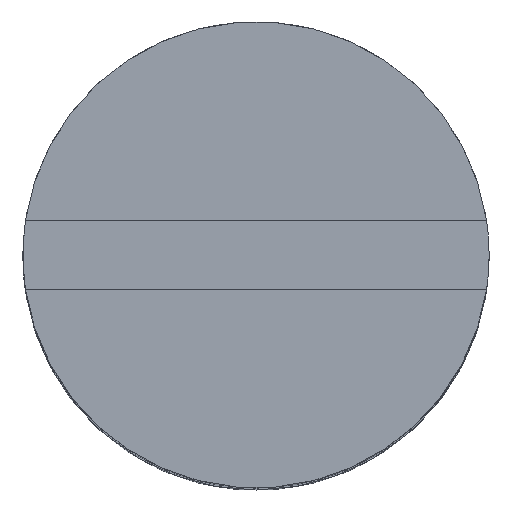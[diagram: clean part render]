
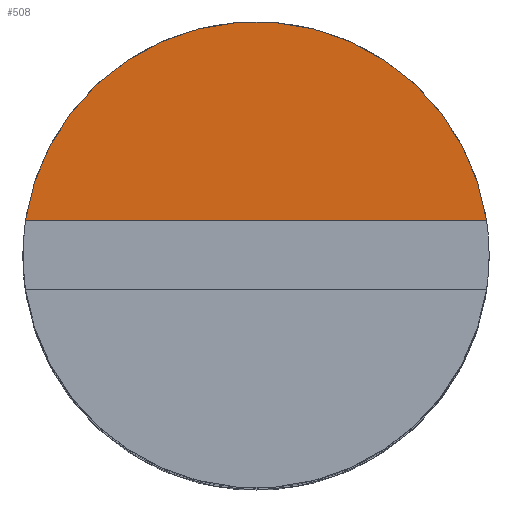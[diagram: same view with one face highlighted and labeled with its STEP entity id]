
A CAD part, top view. The second image highlights one B-rep face of the part: STEP entity #508.
In plain terms, the highlighted planar face has unit normal (0, 0, 1).
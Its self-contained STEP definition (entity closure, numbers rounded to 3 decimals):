
#362 = VERTEX_POINT('',#363);
#363 = CARTESIAN_POINT('',(2.67,0.4,12.6));
#369 = EDGE_CURVE('',#362,#370,#372,.T.);
#370 = VERTEX_POINT('',#371);
#371 = CARTESIAN_POINT('',(-2.67,0.4,12.6));
#372 = CIRCLE('',#373,2.7);
#373 = AXIS2_PLACEMENT_3D('',#374,#375,#376);
#374 = CARTESIAN_POINT('',(0.,0.,12.6)
  );
#375 = DIRECTION('',(0.,0.,1.));
#376 = DIRECTION('',(1.,0.,0.));
#497 = EDGE_CURVE('',#362,#370,#498,.T.);
#498 = LINE('',#499,#500);
#499 = CARTESIAN_POINT('',(-2.5,0.4,12.6));
#500 = VECTOR('',#501,1.);
#501 = DIRECTION('',(-1.,0.,0.));
#508 = ADVANCED_FACE('',(#509),#513,.T.);
#509 = FACE_BOUND('',#510,.T.);
#510 = EDGE_LOOP('',(#511,#512));
#511 = ORIENTED_EDGE('',*,*,#497,.F.);
#512 = ORIENTED_EDGE('',*,*,#369,.T.);
#513 = PLANE('',#514);
#514 = AXIS2_PLACEMENT_3D('',#515,#516,#517);
#515 = CARTESIAN_POINT('',(0.,0.,12.6));
#516 = DIRECTION('',(0.,0.,1.));
#517 = DIRECTION('',(1.,0.,0.));
